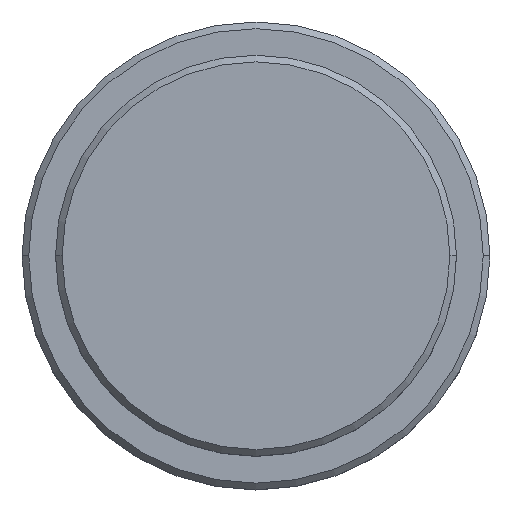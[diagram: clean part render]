
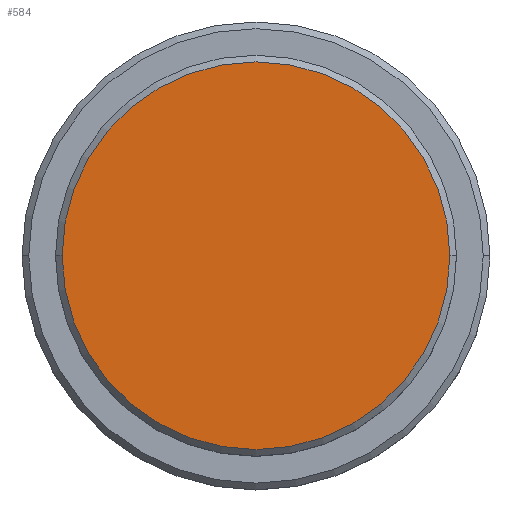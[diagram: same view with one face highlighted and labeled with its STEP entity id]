
A CAD part, top view. The second image highlights one B-rep face of the part: STEP entity #584.
In plain terms, the highlighted planar face has unit normal (0, 0, 1).
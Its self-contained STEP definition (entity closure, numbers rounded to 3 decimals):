
#31 = AXIS2_PLACEMENT_3D ( 'NONE', #1201, #887, #569 ) ;
#33 = CARTESIAN_POINT ( 'NONE',  ( 0., 0., 0. ) ) ;
#193 = DIRECTION ( 'NONE',  ( 1., 0., 0. ) ) ;
#296 = CIRCLE ( 'NONE', #31, 14.5 ) ;
#448 = VERTEX_POINT ( 'NONE', #816 ) ;
#569 = DIRECTION ( 'NONE',  ( 1., 0., 0. ) ) ;
#584 = ADVANCED_FACE ( 'NONE', ( #1076 ), #754, .T. ) ;
#598 = AXIS2_PLACEMENT_3D ( 'NONE', #1063, #1188, #193 ) ;
#675 = EDGE_CURVE ( 'NONE', #927, #448, #296, .T. ) ;
#754 = PLANE ( 'NONE',  #598 ) ;
#816 = CARTESIAN_POINT ( 'NONE',  ( 14.5, 0., 0. ) ) ;
#824 = DIRECTION ( 'NONE',  ( 0., 0., 1. ) ) ;
#828 = ORIENTED_EDGE ( 'NONE', *, *, #1280, .T. ) ;
#887 = DIRECTION ( 'NONE',  ( 0., 0., 1. ) ) ;
#897 = EDGE_LOOP ( 'NONE', ( #1014, #828 ) ) ;
#903 = AXIS2_PLACEMENT_3D ( 'NONE', #33, #824, #1140 ) ;
#910 = CARTESIAN_POINT ( 'NONE',  ( -14.5, 0., 0. ) ) ;
#927 = VERTEX_POINT ( 'NONE', #910 ) ;
#932 = CIRCLE ( 'NONE', #903, 14.5 ) ;
#1014 = ORIENTED_EDGE ( 'NONE', *, *, #675, .T. ) ;
#1063 = CARTESIAN_POINT ( 'NONE',  ( 0., 0., 0. ) ) ;
#1076 = FACE_OUTER_BOUND ( 'NONE', #897, .T. ) ;
#1140 = DIRECTION ( 'NONE',  ( 1., 0., 0. ) ) ;
#1188 = DIRECTION ( 'NONE',  ( 0., 0., 1. ) ) ;
#1201 = CARTESIAN_POINT ( 'NONE',  ( 0., 0., 0. ) ) ;
#1280 = EDGE_CURVE ( 'NONE', #448, #927, #932, .T. ) ;
